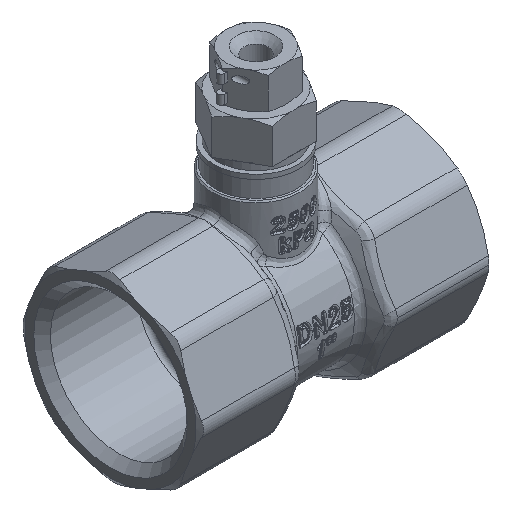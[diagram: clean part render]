
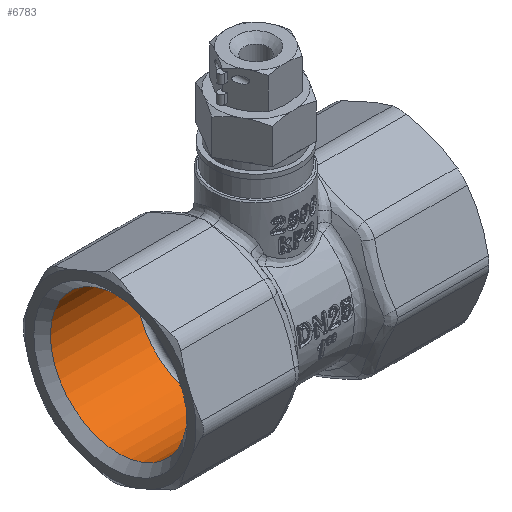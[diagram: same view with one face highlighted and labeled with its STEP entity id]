
A CAD part, isometric view. The second image highlights one B-rep face of the part: STEP entity #6783.
In plain terms, the highlighted cylindrical face has radius 15.21 mm (diameter 30.42 mm), a full revolution.
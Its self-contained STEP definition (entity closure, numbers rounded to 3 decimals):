
#1263=CYLINDRICAL_SURFACE('',#31824,15.21);
#3877=FACE_BOUND('',#10810,.T.);
#3878=FACE_BOUND('',#10811,.T.);
#4945=CIRCLE('',#31821,15.21);
#4946=CIRCLE('',#31823,15.21);
#6783=ADVANCED_FACE('',(#3877,#3878),#1263,.F.);
#10810=EDGE_LOOP('',(#19587));
#10811=EDGE_LOOP('',(#19588));
#19587=ORIENTED_EDGE('',*,*,#27161,.T.);
#19588=ORIENTED_EDGE('',*,*,#27160,.T.);
#22680=VERTEX_POINT('',#96779);
#22681=VERTEX_POINT('',#96782);
#27160=EDGE_CURVE('',#22680,#22680,#4945,.T.);
#27161=EDGE_CURVE('',#22681,#22681,#4946,.T.);
#31821=AXIS2_PLACEMENT_3D('',#96778,#36131,#36132);
#31823=AXIS2_PLACEMENT_3D('',#96781,#36135,#36136);
#31824=AXIS2_PLACEMENT_3D('',#96783,#36137,#36138);
#36131=DIRECTION('',(-1.,0.,0.));
#36132=DIRECTION('',(0.,1.,0.));
#36135=DIRECTION('',(1.,0.,0.));
#36136=DIRECTION('',(0.,-1.,0.));
#36137=DIRECTION('',(-1.,0.,0.));
#36138=DIRECTION('',(0.,1.,0.));
#96778=CARTESIAN_POINT('',(-30.51,0.,0.));
#96779=CARTESIAN_POINT('',(-30.51,15.21,0.));
#96781=CARTESIAN_POINT('',(-11.5,0.,0.));
#96782=CARTESIAN_POINT('',(-11.5,-15.21,0.));
#96783=CARTESIAN_POINT('',(-50.722,0.,0.));
